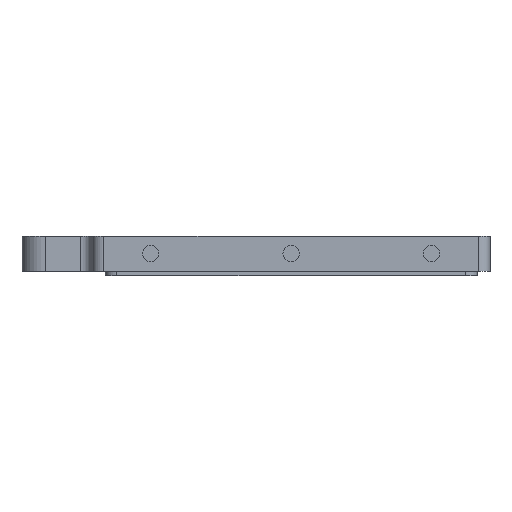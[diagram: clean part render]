
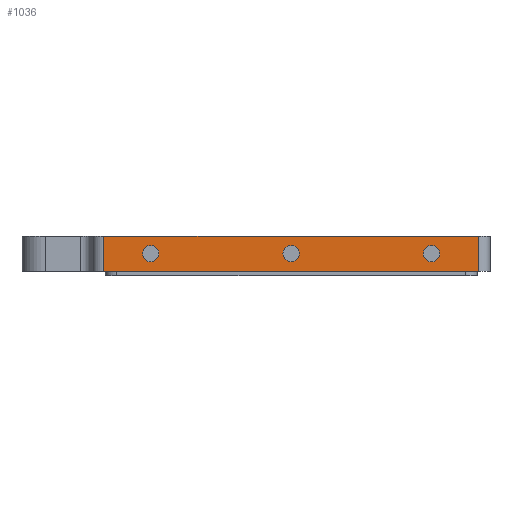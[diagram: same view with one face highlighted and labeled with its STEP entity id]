
A CAD part, front view. The second image highlights one B-rep face of the part: STEP entity #1036.
In plain terms, the highlighted planar face has unit normal (0, -1, 0).
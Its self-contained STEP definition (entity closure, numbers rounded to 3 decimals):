
#28 = EDGE_LOOP ( 'NONE', ( #3028, #2001 ) ) ;
#74 = CARTESIAN_POINT ( 'NONE',  ( 34., 0., -1.6 ) ) ;
#98 = DIRECTION ( 'NONE',  ( 0., 0., -1. ) ) ;
#137 = AXIS2_PLACEMENT_3D ( 'NONE', #1180, #2165, #2179 ) ;
#214 = ORIENTED_EDGE ( 'NONE', *, *, #3074, .F. ) ;
#239 = CARTESIAN_POINT ( 'NONE',  ( 66., 0., -6. ) ) ;
#280 = VECTOR ( 'NONE', #2819, 1000. ) ;
#282 = DIRECTION ( 'NONE',  ( 0., -1., 0. ) ) ;
#304 = EDGE_CURVE ( 'NONE', #2095, #1513, #3208, .T. ) ;
#317 = VERTEX_POINT ( 'NONE', #1411 ) ;
#335 = VERTEX_POINT ( 'NONE', #1938 ) ;
#511 = ORIENTED_EDGE ( 'NONE', *, *, #1957, .T. ) ;
#562 = CARTESIAN_POINT ( 'NONE',  ( 2., 0., -6. ) ) ;
#601 = ORIENTED_EDGE ( 'NONE', *, *, #1374, .F. ) ;
#618 = CIRCLE ( 'NONE', #1311, 1.4 ) ;
#622 = ORIENTED_EDGE ( 'NONE', *, *, #304, .F. ) ;
#630 = DIRECTION ( 'NONE',  ( 0., -1., 0. ) ) ;
#660 = DIRECTION ( 'NONE',  ( 0., 0., -1. ) ) ;
#675 = AXIS2_PLACEMENT_3D ( 'NONE', #2900, #630, #660 ) ;
#800 = EDGE_CURVE ( 'NONE', #1857, #1513, #3266, .T. ) ;
#866 = FACE_BOUND ( 'NONE', #959, .T. ) ;
#894 = CARTESIAN_POINT ( 'NONE',  ( 66., 0., 0. ) ) ;
#907 = VERTEX_POINT ( 'NONE', #562 ) ;
#936 = CARTESIAN_POINT ( 'NONE',  ( 58., 0., -4.4 ) ) ;
#959 = EDGE_LOOP ( 'NONE', ( #2655, #214 ) ) ;
#977 = EDGE_CURVE ( 'NONE', #907, #1857, #1539, .T. ) ;
#984 = CARTESIAN_POINT ( 'NONE',  ( 0., 0., 0. ) ) ;
#1036 = ADVANCED_FACE ( 'NONE', ( #2151, #866, #1867, #2131 ), #3176, .T. ) ;
#1077 = CARTESIAN_POINT ( 'NONE',  ( 58., 0., -3. ) ) ;
#1099 = DIRECTION ( 'NONE',  ( 0., 0., -1. ) ) ;
#1104 = CIRCLE ( 'NONE', #1472, 1.4 ) ;
#1162 = EDGE_LOOP ( 'NONE', ( #601, #1260 ) ) ;
#1180 = CARTESIAN_POINT ( 'NONE',  ( 10., 0., -3. ) ) ;
#1197 = CIRCLE ( 'NONE', #137, 1.4 ) ;
#1201 = DIRECTION ( 'NONE',  ( 1., 0., 0. ) ) ;
#1260 = ORIENTED_EDGE ( 'NONE', *, *, #2498, .F. ) ;
#1311 = AXIS2_PLACEMENT_3D ( 'NONE', #1077, #1770, #1591 ) ;
#1315 = VECTOR ( 'NONE', #2035, 1000. ) ;
#1323 = EDGE_CURVE ( 'NONE', #317, #1876, #2896, .T. ) ;
#1374 = EDGE_CURVE ( 'NONE', #1739, #1653, #618, .T. ) ;
#1411 = CARTESIAN_POINT ( 'NONE',  ( 10., 0., -4.4 ) ) ;
#1446 = EDGE_LOOP ( 'NONE', ( #2497, #3007, #622, #511 ) ) ;
#1472 = AXIS2_PLACEMENT_3D ( 'NONE', #3103, #2891, #1641 ) ;
#1510 = EDGE_CURVE ( 'NONE', #335, #1561, #1104, .T. ) ;
#1513 = VERTEX_POINT ( 'NONE', #894 ) ;
#1538 = CARTESIAN_POINT ( 'NONE',  ( 2., 0., 0. ) ) ;
#1539 = LINE ( 'NONE', #3077, #280 ) ;
#1554 = AXIS2_PLACEMENT_3D ( 'NONE', #3087, #2587, #98 ) ;
#1561 = VERTEX_POINT ( 'NONE', #74 ) ;
#1575 = DIRECTION ( 'NONE',  ( 0., -1., 0. ) ) ;
#1591 = DIRECTION ( 'NONE',  ( 0., 0., -1. ) ) ;
#1599 = DIRECTION ( 'NONE',  ( 0., 0., -1. ) ) ;
#1641 = DIRECTION ( 'NONE',  ( 0., 0., -1. ) ) ;
#1653 = VERTEX_POINT ( 'NONE', #2548 ) ;
#1739 = VERTEX_POINT ( 'NONE', #936 ) ;
#1770 = DIRECTION ( 'NONE',  ( 0., -1., 0. ) ) ;
#1775 = CARTESIAN_POINT ( 'NONE',  ( 2., 0., -6. ) ) ;
#1857 = VERTEX_POINT ( 'NONE', #239 ) ;
#1867 = FACE_BOUND ( 'NONE', #28, .T. ) ;
#1876 = VERTEX_POINT ( 'NONE', #2459 ) ;
#1938 = CARTESIAN_POINT ( 'NONE',  ( 34., 0., -4.4 ) ) ;
#1957 = EDGE_CURVE ( 'NONE', #2095, #907, #2283, .T. ) ;
#1984 = AXIS2_PLACEMENT_3D ( 'NONE', #2563, #282, #1599 ) ;
#2001 = ORIENTED_EDGE ( 'NONE', *, *, #2836, .F. ) ;
#2035 = DIRECTION ( 'NONE',  ( 0., 0., -1. ) ) ;
#2095 = VERTEX_POINT ( 'NONE', #1538 ) ;
#2131 = FACE_OUTER_BOUND ( 'NONE', #1446, .T. ) ;
#2151 = FACE_BOUND ( 'NONE', #1162, .T. ) ;
#2165 = DIRECTION ( 'NONE',  ( 0., -1., 0. ) ) ;
#2179 = DIRECTION ( 'NONE',  ( 0., 0., -1. ) ) ;
#2283 = LINE ( 'NONE', #1775, #1315 ) ;
#2368 = VECTOR ( 'NONE', #1201, 1000. ) ;
#2459 = CARTESIAN_POINT ( 'NONE',  ( 10., 0., -1.6 ) ) ;
#2497 = ORIENTED_EDGE ( 'NONE', *, *, #977, .T. ) ;
#2498 = EDGE_CURVE ( 'NONE', #1653, #1739, #2623, .T. ) ;
#2545 = DIRECTION ( 'NONE',  ( 0., 0., 1. ) ) ;
#2548 = CARTESIAN_POINT ( 'NONE',  ( 58., 0., -1.6 ) ) ;
#2563 = CARTESIAN_POINT ( 'NONE',  ( 34., 0., -3. ) ) ;
#2587 = DIRECTION ( 'NONE',  ( 0., -1., 0. ) ) ;
#2623 = CIRCLE ( 'NONE', #1554, 1.4 ) ;
#2655 = ORIENTED_EDGE ( 'NONE', *, *, #1323, .F. ) ;
#2723 = CARTESIAN_POINT ( 'NONE',  ( 66., 0., -6. ) ) ;
#2819 = DIRECTION ( 'NONE',  ( 1., 0., 0. ) ) ;
#2824 = VECTOR ( 'NONE', #2545, 1000. ) ;
#2836 = EDGE_CURVE ( 'NONE', #1561, #335, #3032, .T. ) ;
#2891 = DIRECTION ( 'NONE',  ( 0., -1., 0. ) ) ;
#2896 = CIRCLE ( 'NONE', #3204, 1.4 ) ;
#2900 = CARTESIAN_POINT ( 'NONE',  ( 0., 0., -6. ) ) ;
#3007 = ORIENTED_EDGE ( 'NONE', *, *, #800, .T. ) ;
#3028 = ORIENTED_EDGE ( 'NONE', *, *, #1510, .F. ) ;
#3032 = CIRCLE ( 'NONE', #1984, 1.4 ) ;
#3074 = EDGE_CURVE ( 'NONE', #1876, #317, #1197, .T. ) ;
#3075 = CARTESIAN_POINT ( 'NONE',  ( 10., 0., -3. ) ) ;
#3077 = CARTESIAN_POINT ( 'NONE',  ( 0., 0., -6. ) ) ;
#3087 = CARTESIAN_POINT ( 'NONE',  ( 58., 0., -3. ) ) ;
#3103 = CARTESIAN_POINT ( 'NONE',  ( 34., 0., -3. ) ) ;
#3176 = PLANE ( 'NONE',  #675 ) ;
#3204 = AXIS2_PLACEMENT_3D ( 'NONE', #3075, #1575, #1099 ) ;
#3208 = LINE ( 'NONE', #984, #2368 ) ;
#3266 = LINE ( 'NONE', #2723, #2824 ) ;
